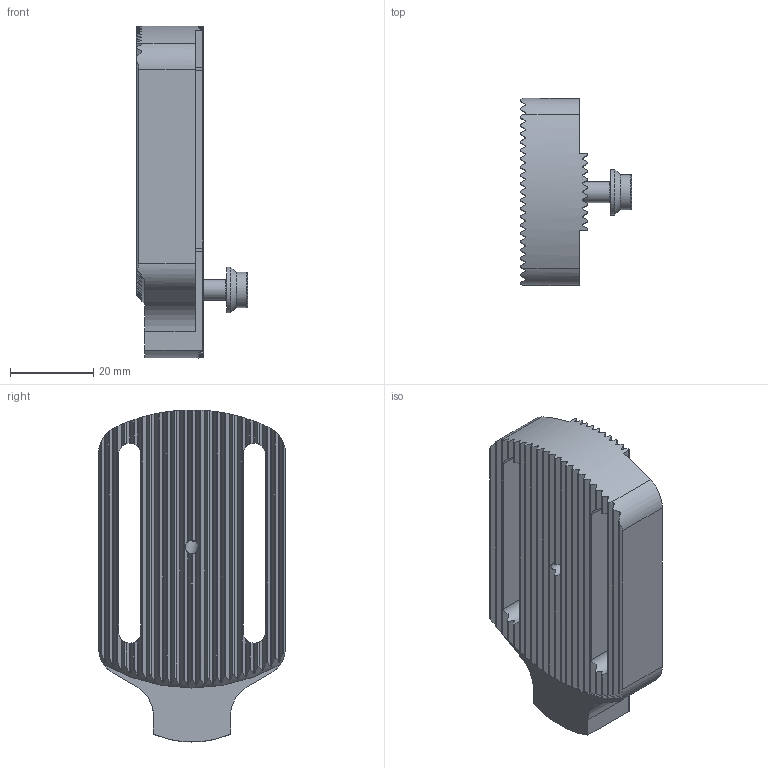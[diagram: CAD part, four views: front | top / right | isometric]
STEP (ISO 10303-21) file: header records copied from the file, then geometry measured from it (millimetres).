
FILE_DESCRIPTION (( 'STEP AP214' ), '1' );
FILE_NAME ('MH1.BV2.K01.015.STEP', '2020-08-13T14:28:39', ( '' ), ( '' ), 'SwSTEP 2.0', 'SolidWorks 2017', '' );
FILE_SCHEMA (( 'AUTOMOTIVE_DESIGN' ));
Length unit declared in the file: millimetre
Products named in the file (4): BN 1392 - M5 x 16; MH1-BV2.K01.015_B; MH1.BV2.K01.015; KVT_MB_600_040
Assembly tree (3 placements, depth 2):
  MH1.BV2.K01.015
    MH1-BV2.K01.015_B
    BN 1392 - M5 x 16
    KVT_MB_600_040
Bounding box: 26.78 x 45 x 80 mm (x, y, z)
Volume: 32491.9 mm3; surface area: 15764.6 mm2
Topology: 4 solids, 4 shells, 279 faces, 802 edges, 524 vertices
Faces by surface type: plane 173, cylinder 79, cone 24, torus 2, sphere 1
Full cylindrical faces by diameter (mm): 2 x1, 3 x1, 3.3 x2, 4 x3, 4.2 x2, 5 x1, 5.5 x2, 8.5 x1, 11 x1
Entity records: 10116 total; most frequent: CARTESIAN_POINT 3457, ORIENTED_EDGE 1502, DIRECTION 1179, EDGE_CURVE 751, VERTEX_POINT 510, AXIS2_PLACEMENT_3D 444, EDGE_LOOP 317, FACE_OUTER_BOUND 294
